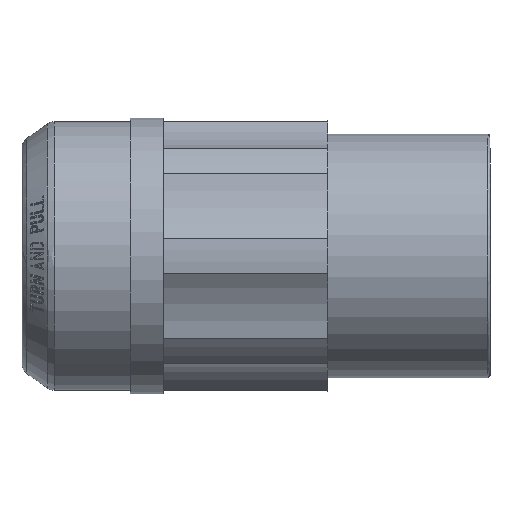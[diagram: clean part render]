
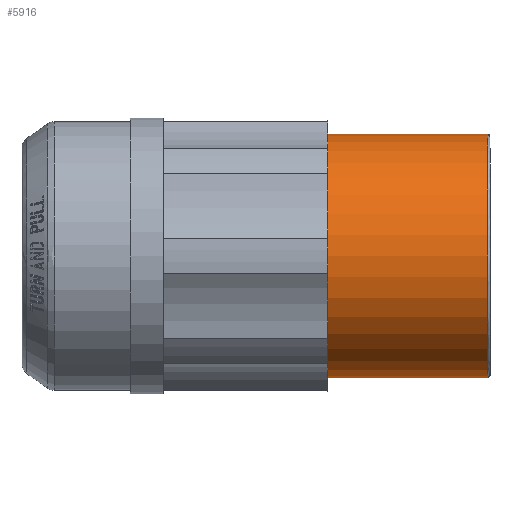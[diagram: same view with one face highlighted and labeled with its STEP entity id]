
A CAD part, front view. The second image highlights one B-rep face of the part: STEP entity #5916.
In plain terms, the highlighted cylindrical face has radius 24.994 mm (diameter 49.987 mm), a full revolution.
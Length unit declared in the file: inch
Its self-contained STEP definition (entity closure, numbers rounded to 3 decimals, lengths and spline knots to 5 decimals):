
#844 = DIRECTION ( 'NONE',  ( 1., 0., 0. ) ) ;
#967 = VERTEX_POINT ( 'NONE', #7683 ) ;
#1422 = EDGE_CURVE ( 'NONE', #967, #967, #11565, .T. ) ;
#1692 = DIRECTION ( 'NONE',  ( -1., 0., 0. ) ) ;
#2317 = EDGE_LOOP ( 'NONE', ( #4226 ) ) ;
#4226 = ORIENTED_EDGE ( 'NONE', *, *, #1422, .T. ) ;
#4523 = EDGE_LOOP ( 'NONE', ( #6730 ) ) ;
#4671 = DIRECTION ( 'NONE',  ( 0., 0., 1. ) ) ;
#4741 = AXIS2_PLACEMENT_3D ( 'NONE', #5251, #1692, #9873 ) ;
#5178 = EDGE_CURVE ( 'NONE', #6878, #6878, #11351, .T. ) ;
#5251 = CARTESIAN_POINT ( 'NONE',  ( 0.6565, 0., 0. ) ) ;
#5449 = DIRECTION ( 'NONE',  ( 0., 0., 1. ) ) ;
#5799 = FACE_OUTER_BOUND ( 'NONE', #2317, .T. ) ;
#5916 = ADVANCED_FACE ( 'NONE', ( #5799, #10920 ), #7801, .T. ) ;
#6363 = AXIS2_PLACEMENT_3D ( 'NONE', #10918, #844, #5449 ) ;
#6460 = DIRECTION ( 'NONE',  ( -1., 0., 0. ) ) ;
#6730 = ORIENTED_EDGE ( 'NONE', *, *, #5178, .T. ) ;
#6878 = VERTEX_POINT ( 'NONE', #8581 ) ;
#7683 = CARTESIAN_POINT ( 'NONE',  ( 0., 0., 0.984 ) ) ;
#7801 = CYLINDRICAL_SURFACE ( 'NONE', #4741, 0.984 ) ;
#8581 = CARTESIAN_POINT ( 'NONE',  ( 1.293, 0., 0.984 ) ) ;
#8845 = AXIS2_PLACEMENT_3D ( 'NONE', #11786, #6460, #4671 ) ;
#9873 = DIRECTION ( 'NONE',  ( 0., 0., 1. ) ) ;
#10918 = CARTESIAN_POINT ( 'NONE',  ( 0., 0., 0. ) ) ;
#10920 = FACE_OUTER_BOUND ( 'NONE', #4523, .T. ) ;
#11351 = CIRCLE ( 'NONE', #8845, 0.984 ) ;
#11565 = CIRCLE ( 'NONE', #6363, 0.984 ) ;
#11786 = CARTESIAN_POINT ( 'NONE',  ( 1.293, 0., 0. ) ) ;
